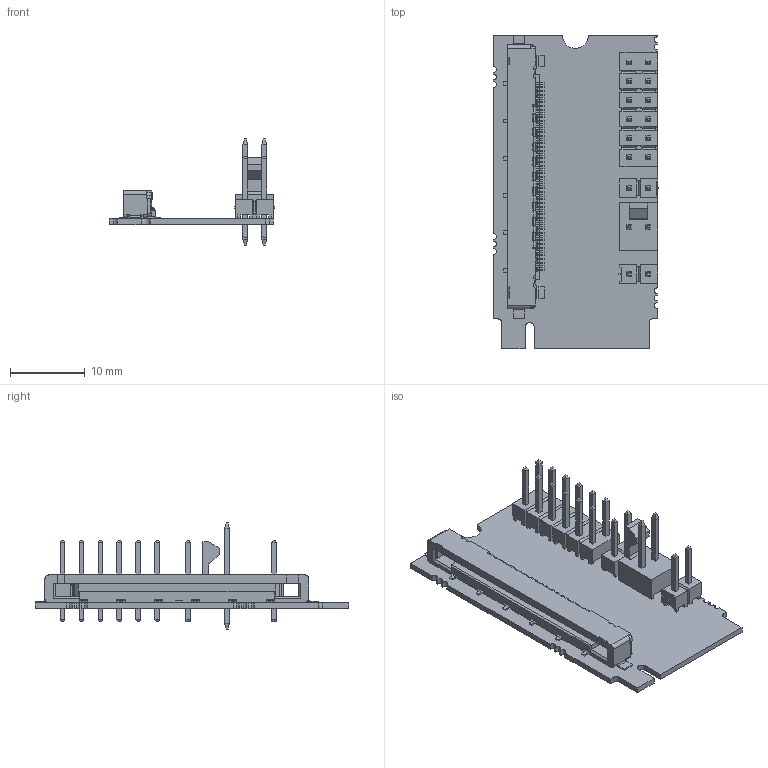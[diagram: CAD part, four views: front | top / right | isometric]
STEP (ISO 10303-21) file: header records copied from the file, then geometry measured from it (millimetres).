
FILE_DESCRIPTION(('Open CASCADE Model'),'2;1');
FILE_NAME('Open CASCADE Shape Model','2019-05-04T13:50:26',('Author'),( 'Open CASCADE'),'Open CASCADE STEP processor 6.8','Open CASCADE 6.8' ,'Unknown');
FILE_SCHEMA(('AUTOMOTIVE_DESIGN { 1 0 10303 214 1 1 1 1 }'));
Length unit declared in the file: millimetre
Products named in the file (19): PCB; Board; Open CASCADE STEP translator 6.8 11.1.1; Open CASCADE STEP translator 6.8 11.1.1.1; J3; TSW-106-07-F-D; _TSW-106-07-F-D_body; _T-1S6-07-TSW-1-07-6-D; J6; TSW-102-07-G-S; _TSW-102-07-G-S_body; _T-1S6-07-TSW-1-07-2-S; J7; J2; K3D-FI-RE51S-HF-R2_JAE_Connector_Division_Proprietary; J4; SW3dPS-Molex_-_2-Pin_Header_with_Lock_(0.100in_pitch); SW3dPS-Molex_-_2-Pin_Header_with_Lock_(0.100in_pitch)_Molex_-_Header_
Base_with_Lock_(0.100in_pitch); SW3dPS-Molex_-_2-Pin_Header_with_Lock_(0.100in_pitch)_Molex_-_Header_
Pin
Assembly tree (20 placements, depth 4):
  PCB
    Board
      Open CASCADE STEP translator 6.8 11.1.1
        Open CASCADE STEP translator 6.8 11.1.1.1
    J3
      TSW-106-07-F-D
        _TSW-106-07-F-D_body
        _T-1S6-07-TSW-1-07-6-D
    J6
      TSW-102-07-G-S
        _TSW-102-07-G-S_body
        _T-1S6-07-TSW-1-07-2-S
    J7
      TSW-102-07-G-S
        _TSW-102-07-G-S_body
        _T-1S6-07-TSW-1-07-2-S
    J2
      K3D-FI-RE51S-HF-R2_JAE_Connector_Division_Proprietary
    J4
      SW3dPS-Molex_-_2-Pin_Header_with_Lock_(0.100in_pitch)
        SW3dPS-Molex_-_2-Pin_Header_with_Lock_(0.100in_pitch)_Molex_-_Header_
Base_with_Lock_(0.100in_pitch)
        SW3dPS-Molex_-_2-Pin_Header_with_Lock_(0.100in_pitch)_Molex_-_Header_
Pin  x2
Bounding box: 22.17 x 42 x 14.22 mm (x, y, z)
Volume: 1474.3 mm3; surface area: 4073.9 mm2
Topology: 11 solids, 11 shells, 2276 faces, 6195 edges, 3998 vertices
Faces by surface type: plane 1929, cylinder 347
Full cylindrical faces by diameter (mm): 1 x18
Entity records: 72164 total; most frequent: CARTESIAN_POINT 12193, ORIENTED_EDGE 11786, DIRECTION 10959, EDGE_CURVE 5893, LINE 5047, VECTOR 5047, VERTEX_POINT 3806, AXIS2_PLACEMENT_3D 2956
